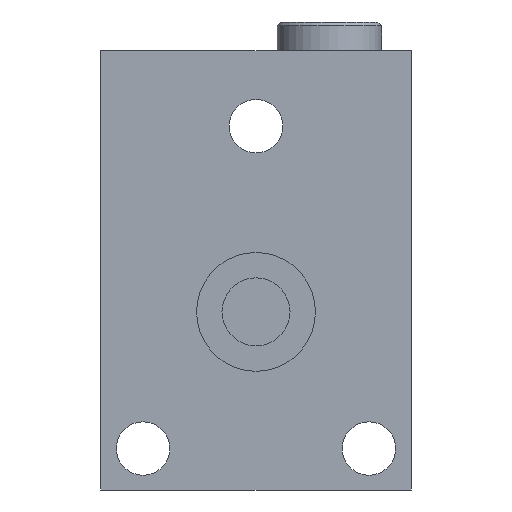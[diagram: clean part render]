
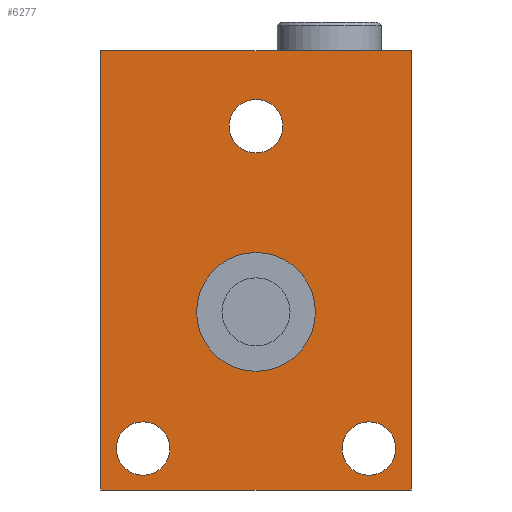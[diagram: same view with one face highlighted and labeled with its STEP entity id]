
A CAD part, front view. The second image highlights one B-rep face of the part: STEP entity #6277.
In plain terms, the highlighted planar face has unit normal (0, -1, 0).
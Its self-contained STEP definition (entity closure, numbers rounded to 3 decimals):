
#3536=DIRECTION('',(0.,0.,1.));
#3537=VECTOR('',#3536,58.725);
#3538=CARTESIAN_POINT('',(-20.765,-12.497,-23.8));
#3539=LINE('',#3538,#3537);
#3543=DIRECTION('',(1.,0.,0.));
#3544=VECTOR('',#3543,41.529);
#3545=CARTESIAN_POINT('',(-20.765,-12.497,34.925));
#3546=LINE('',#3545,#3544);
#3550=DIRECTION('',(0.,0.,-1.));
#3551=VECTOR('',#3550,58.725);
#3552=CARTESIAN_POINT('',(20.765,-12.497,34.925));
#3553=LINE('',#3552,#3551);
#3557=DIRECTION('',(-1.,0.,0.));
#3558=VECTOR('',#3557,41.529);
#3559=CARTESIAN_POINT('',(20.765,-12.497,-23.8));
#3560=LINE('',#3559,#3558);
#3564=CARTESIAN_POINT('',(-15.088,-12.497,-18.263));
#3565=DIRECTION('',(0.,1.,0.));
#3566=DIRECTION('',(1.,0.,0.));
#3567=AXIS2_PLACEMENT_3D('',#3564,#3565,#3566);
#3572=CARTESIAN_POINT('',(-15.088,-12.497,-18.263));
#3573=DIRECTION('',(0.,1.,0.));
#3574=DIRECTION('',(-1.,0.,0.));
#3575=AXIS2_PLACEMENT_3D('',#3572,#3573,#3574);
#3580=CARTESIAN_POINT('',(15.088,-12.497,-18.263));
#3581=DIRECTION('',(0.,1.,0.));
#3582=DIRECTION('',(1.,0.,0.));
#3583=AXIS2_PLACEMENT_3D('',#3580,#3581,#3582);
#3588=CARTESIAN_POINT('',(15.088,-12.497,-18.263));
#3589=DIRECTION('',(0.,1.,0.));
#3590=DIRECTION('',(-1.,0.,0.));
#3591=AXIS2_PLACEMENT_3D('',#3588,#3589,#3590);
#3596=CARTESIAN_POINT('',(0.,-12.497,24.816));
#3597=DIRECTION('',(0.,1.,0.));
#3598=DIRECTION('',(1.,0.,0.));
#3599=AXIS2_PLACEMENT_3D('',#3596,#3597,#3598);
#3604=CARTESIAN_POINT('',(0.,-12.497,24.816));
#3605=DIRECTION('',(0.,1.,0.));
#3606=DIRECTION('',(-1.,0.,0.));
#3607=AXIS2_PLACEMENT_3D('',#3604,#3605,#3606);
#3612=CARTESIAN_POINT('',(0.,-12.497,0.));
#3613=DIRECTION('',(0.,-1.,0.));
#3614=DIRECTION('',(1.,0.,0.));
#3615=AXIS2_PLACEMENT_3D('',#3612,#3613,#3614);
#3620=CARTESIAN_POINT('',(0.,-12.497,0.));
#3621=DIRECTION('',(0.,-1.,0.));
#3622=DIRECTION('',(-1.,0.,0.));
#3623=AXIS2_PLACEMENT_3D('',#3620,#3621,#3622);
#4319=CARTESIAN_POINT('',(-20.765,-12.497,-23.8));
#4320=CARTESIAN_POINT('',(-20.765,-12.497,34.925));
#4321=VERTEX_POINT('',#4319);
#4322=VERTEX_POINT('',#4320);
#4323=CARTESIAN_POINT('',(20.765,-12.497,34.925));
#4324=VERTEX_POINT('',#4323);
#4325=CARTESIAN_POINT('',(20.765,-12.497,-23.8));
#4326=VERTEX_POINT('',#4325);
#4340=CARTESIAN_POINT('',(-11.519,-12.497,-18.263));
#4342=VERTEX_POINT('',#4340);
#4344=CARTESIAN_POINT('',(-18.656,-12.497,-18.263));
#4346=VERTEX_POINT('',#4344);
#4348=CARTESIAN_POINT('',(18.656,-12.497,-18.263));
#4350=VERTEX_POINT('',#4348);
#4352=CARTESIAN_POINT('',(11.519,-12.497,-18.263));
#4354=VERTEX_POINT('',#4352);
#4356=CARTESIAN_POINT('',(3.569,-12.497,24.816));
#4358=VERTEX_POINT('',#4356);
#4360=CARTESIAN_POINT('',(-3.569,-12.497,24.816));
#4362=VERTEX_POINT('',#4360);
#4411=CARTESIAN_POINT('',(7.938,-12.497,0.));
#4412=CARTESIAN_POINT('',(-7.938,-12.497,0.));
#4413=VERTEX_POINT('',#4411);
#4414=VERTEX_POINT('',#4412);
#6239=CARTESIAN_POINT('',(0.,-12.497,0.));
#6240=DIRECTION('',(0.,1.,0.));
#6241=DIRECTION('',(1.,0.,0.));
#6242=AXIS2_PLACEMENT_3D('',#6239,#6240,#6241);
#6243=PLANE('',#6242);
#6244=ORIENTED_EDGE('',*,*,#6229,.T.);
#6246=ORIENTED_EDGE('',*,*,#6245,.T.);
#6248=ORIENTED_EDGE('',*,*,#6247,.T.);
#6250=ORIENTED_EDGE('',*,*,#6249,.T.);
#6251=EDGE_LOOP('',(#6244,#6246,#6248,#6250));
#6252=FACE_OUTER_BOUND('',#6251,.F.);
#6254=ORIENTED_EDGE('',*,*,#6253,.F.);
#6256=ORIENTED_EDGE('',*,*,#6255,.F.);
#6257=EDGE_LOOP('',(#6254,#6256));
#6258=FACE_BOUND('',#6257,.F.);
#6260=ORIENTED_EDGE('',*,*,#6259,.F.);
#6262=ORIENTED_EDGE('',*,*,#6261,.F.);
#6263=EDGE_LOOP('',(#6260,#6262));
#6264=FACE_BOUND('',#6263,.F.);
#6266=ORIENTED_EDGE('',*,*,#6265,.F.);
#6268=ORIENTED_EDGE('',*,*,#6267,.F.);
#6269=EDGE_LOOP('',(#6266,#6268));
#6270=FACE_BOUND('',#6269,.F.);
#6272=ORIENTED_EDGE('',*,*,#6271,.T.);
#6274=ORIENTED_EDGE('',*,*,#6273,.T.);
#6275=EDGE_LOOP('',(#6272,#6274));
#6276=FACE_BOUND('',#6275,.F.);
#3568=CIRCLE('',#3567,3.569);
#3576=CIRCLE('',#3575,3.569);
#3584=CIRCLE('',#3583,3.569);
#3592=CIRCLE('',#3591,3.569);
#3600=CIRCLE('',#3599,3.569);
#3608=CIRCLE('',#3607,3.569);
#3616=CIRCLE('',#3615,7.938);
#3624=CIRCLE('',#3623,7.938);
#6229=EDGE_CURVE('',#4321,#4322,#3539,.T.);
#6245=EDGE_CURVE('',#4322,#4324,#3546,.T.);
#6247=EDGE_CURVE('',#4324,#4326,#3553,.T.);
#6249=EDGE_CURVE('',#4326,#4321,#3560,.T.);
#6253=EDGE_CURVE('',#4342,#4346,#3568,.T.);
#6255=EDGE_CURVE('',#4346,#4342,#3576,.T.);
#6259=EDGE_CURVE('',#4350,#4354,#3584,.T.);
#6261=EDGE_CURVE('',#4354,#4350,#3592,.T.);
#6265=EDGE_CURVE('',#4358,#4362,#3600,.T.);
#6267=EDGE_CURVE('',#4362,#4358,#3608,.T.);
#6271=EDGE_CURVE('',#4413,#4414,#3616,.T.);
#6273=EDGE_CURVE('',#4414,#4413,#3624,.T.);
#6277=ADVANCED_FACE('',(#6252,#6258,#6264,#6270,#6276),#6243,.F.);
